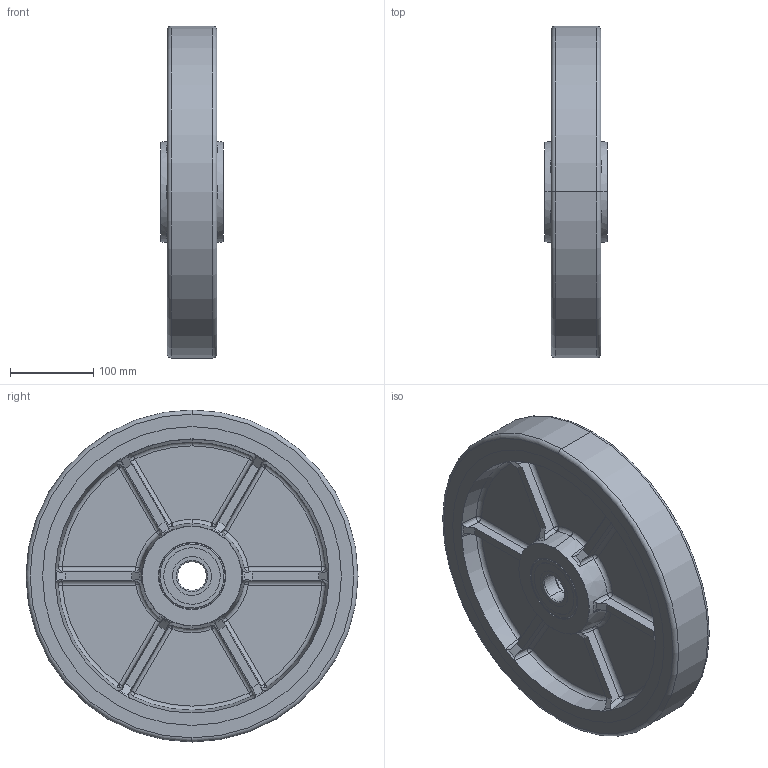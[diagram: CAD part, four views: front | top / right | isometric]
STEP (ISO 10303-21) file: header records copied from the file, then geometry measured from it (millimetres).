
FILE_DESCRIPTION (( 'STEP AP214' ), '1' );
FILE_NAME ('0040417.step', '2022-04-08T06:55:59', ( '' ), ( '' ), 'SwSTEP 2.0', 'SolidWorks 2020', '' );
FILE_SCHEMA (( 'AUTOMOTIVE_DESIGN' ));
Length unit declared in the file: millimetre
Products named in the file (1): 0040417
Bounding box: 75.1 x 400 x 400 mm (x, y, z)
Volume: 4205381.8 mm3; surface area: 635872.8 mm2
Topology: 13 solids, 13 shells, 439 faces, 970 edges, 565 vertices
Faces by surface type: cylinder 96, torus 95, plane 82, sphere 64, bspline 52, cone 50
Entity records: 18671 total; most frequent: CARTESIAN_POINT 4271, DIRECTION 2054, ORIENTED_EDGE 1940, EDGE_CURVE 970, AXIS2_PLACEMENT_3D 948, VERTEX_POINT 565, CIRCLE 560, EDGE_LOOP 473
